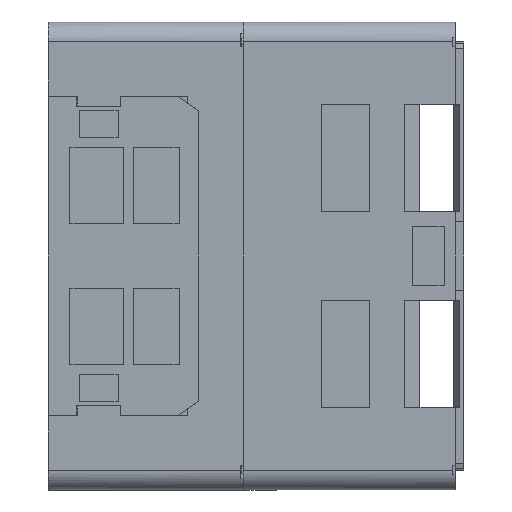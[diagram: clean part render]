
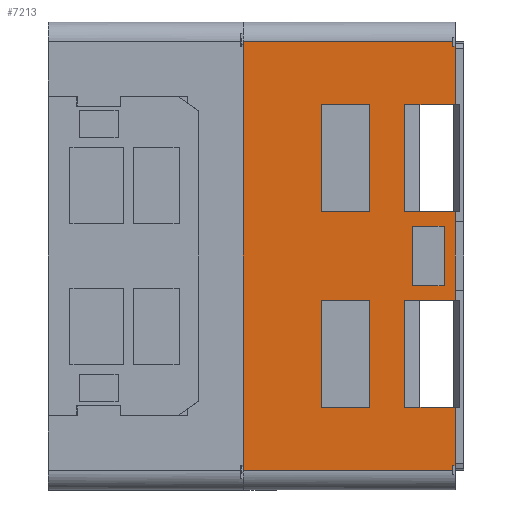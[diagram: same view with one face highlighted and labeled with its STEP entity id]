
A CAD part, left-side view. The second image highlights one B-rep face of the part: STEP entity #7213.
In plain terms, the highlighted planar face has unit normal (-1, 0, 0).
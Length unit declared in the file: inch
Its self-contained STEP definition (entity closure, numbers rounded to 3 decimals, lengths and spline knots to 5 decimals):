
#846=DIRECTION('',(0.,0.,-1.));
#847=VECTOR('',#846,44.);
#848=CARTESIAN_POINT('',(-28.25,6.72,22.));
#849=LINE('',#848,#847);
#1074=DIRECTION('',(0.,0.,-1.));
#1075=VECTOR('',#1074,9.06);
#1076=CARTESIAN_POINT('',(-28.25,-15.057,4.53));
#1077=LINE('',#1076,#1075);
#1078=DIRECTION('',(0.,0.,-1.));
#1079=VECTOR('',#1078,10.98);
#1080=CARTESIAN_POINT('',(-28.25,-9.871,-4.53));
#1081=LINE('',#1080,#1079);
#1082=DIRECTION('',(0.,0.,1.));
#1083=VECTOR('',#1082,5.983);
#1084=CARTESIAN_POINT('',(-28.25,-15.057,-21.493));
#1085=LINE('',#1084,#1083);
#1086=DIRECTION('',(0.,1.,0.));
#1087=VECTOR('',#1086,0.3);
#1088=CARTESIAN_POINT('',(-28.25,-15.057,-21.493));
#1089=LINE('',#1088,#1087);
#1090=DIRECTION('',(0.,0.,1.));
#1091=VECTOR('',#1090,0.507);
#1092=CARTESIAN_POINT('',(-28.25,-14.757,-22.));
#1093=LINE('',#1092,#1091);
#1094=DIRECTION('',(0.,-1.,0.));
#1095=VECTOR('',#1094,21.477);
#1096=CARTESIAN_POINT('',(-28.25,6.72,-22.));
#1097=LINE('',#1096,#1095);
#1098=DIRECTION('',(0.,-1.,0.));
#1099=VECTOR('',#1098,21.477);
#1100=CARTESIAN_POINT('',(-28.25,6.72,22.));
#1101=LINE('',#1100,#1099);
#1102=DIRECTION('',(0.,0.,-1.));
#1103=VECTOR('',#1102,0.507);
#1104=CARTESIAN_POINT('',(-28.25,-14.757,22.));
#1105=LINE('',#1104,#1103);
#1106=DIRECTION('',(0.,1.,0.));
#1107=VECTOR('',#1106,0.3);
#1108=CARTESIAN_POINT('',(-28.25,-15.057,21.493));
#1109=LINE('',#1108,#1107);
#1110=DIRECTION('',(0.,0.,-1.));
#1111=VECTOR('',#1110,5.983);
#1112=CARTESIAN_POINT('',(-28.25,-15.057,21.493));
#1113=LINE('',#1112,#1111);
#1114=DIRECTION('',(0.,0.,1.));
#1115=VECTOR('',#1114,10.98);
#1116=CARTESIAN_POINT('',(-28.25,-9.871,4.53));
#1117=LINE('',#1116,#1115);
#1118=DIRECTION('',(0.,-1.,0.));
#1119=VECTOR('',#1118,4.944);
#1120=CARTESIAN_POINT('',(-28.25,-1.288,-15.51));
#1121=LINE('',#1120,#1119);
#1122=DIRECTION('',(0.,0.,1.));
#1123=VECTOR('',#1122,10.98);
#1124=CARTESIAN_POINT('',(-28.25,-6.232,-15.51));
#1125=LINE('',#1124,#1123);
#1126=DIRECTION('',(0.,1.,0.));
#1127=VECTOR('',#1126,4.944);
#1128=CARTESIAN_POINT('',(-28.25,-6.232,-4.53));
#1129=LINE('',#1128,#1127);
#1130=DIRECTION('',(0.,0.,-1.));
#1131=VECTOR('',#1130,10.98);
#1132=CARTESIAN_POINT('',(-28.25,-1.288,-4.53));
#1133=LINE('',#1132,#1131);
#1134=DIRECTION('',(0.,-1.,0.));
#1135=VECTOR('',#1134,4.944);
#1136=CARTESIAN_POINT('',(-28.25,-1.288,15.51));
#1137=LINE('',#1136,#1135);
#1138=DIRECTION('',(0.,0.,1.));
#1139=VECTOR('',#1138,10.98);
#1140=CARTESIAN_POINT('',(-28.25,-1.288,4.53));
#1141=LINE('',#1140,#1139);
#1142=DIRECTION('',(0.,1.,0.));
#1143=VECTOR('',#1142,4.944);
#1144=CARTESIAN_POINT('',(-28.25,-6.232,4.53));
#1145=LINE('',#1144,#1143);
#1146=DIRECTION('',(0.,0.,-1.));
#1147=VECTOR('',#1146,10.98);
#1148=CARTESIAN_POINT('',(-28.25,-6.232,15.51));
#1149=LINE('',#1148,#1147);
#1150=DIRECTION('',(0.,-1.,0.));
#1151=VECTOR('',#1150,3.241);
#1152=CARTESIAN_POINT('',(-28.25,-10.658,-3.029));
#1153=LINE('',#1152,#1151);
#1154=DIRECTION('',(0.,-1.,0.));
#1155=VECTOR('',#1154,3.241);
#1156=CARTESIAN_POINT('',(-28.25,-10.658,3.029));
#1157=LINE('',#1156,#1155);
#1162=DIRECTION('',(0.,-1.,0.));
#1163=VECTOR('',#1162,5.186);
#1164=CARTESIAN_POINT('',(-28.25,-9.871,-4.53));
#1165=LINE('',#1164,#1163);
#1174=DIRECTION('',(0.,1.,0.));
#1175=VECTOR('',#1174,5.186);
#1176=CARTESIAN_POINT('',(-28.25,-15.057,-15.51));
#1177=LINE('',#1176,#1175);
#3655=DIRECTION('',(0.,-1.,0.));
#3656=VECTOR('',#3655,5.186);
#3657=CARTESIAN_POINT('',(-28.25,-9.871,4.53));
#3658=LINE('',#3657,#3656);
#3671=DIRECTION('',(0.,1.,0.));
#3672=VECTOR('',#3671,5.186);
#3673=CARTESIAN_POINT('',(-28.25,-15.057,15.51));
#3674=LINE('',#3673,#3672);
#4606=DIRECTION('',(0.,0.,1.));
#4607=VECTOR('',#4606,6.058);
#4608=CARTESIAN_POINT('',(-28.25,-10.658,-3.029));
#4609=LINE('',#4608,#4607);
#4618=DIRECTION('',(0.,0.,-1.));
#4619=VECTOR('',#4618,6.058);
#4620=CARTESIAN_POINT('',(-28.25,-13.899,3.029));
#4621=LINE('',#4620,#4619);
#5067=CARTESIAN_POINT('',(-28.25,-15.057,15.51));
#5068=VERTEX_POINT('',#5067);
#5069=CARTESIAN_POINT('',(-28.25,-15.057,4.53));
#5070=VERTEX_POINT('',#5069);
#5071=CARTESIAN_POINT('',(-28.25,-9.871,4.53));
#5072=VERTEX_POINT('',#5071);
#5073=CARTESIAN_POINT('',(-28.25,-9.871,15.51));
#5074=VERTEX_POINT('',#5073);
#5079=CARTESIAN_POINT('',(-28.25,-1.288,15.51));
#5080=CARTESIAN_POINT('',(-28.25,-6.232,15.51));
#5081=VERTEX_POINT('',#5079);
#5082=VERTEX_POINT('',#5080);
#5083=CARTESIAN_POINT('',(-28.25,-6.232,4.53));
#5084=VERTEX_POINT('',#5083);
#5085=CARTESIAN_POINT('',(-28.25,-1.288,4.53));
#5086=VERTEX_POINT('',#5085);
#5087=CARTESIAN_POINT('',(-28.25,-10.658,3.029));
#5088=CARTESIAN_POINT('',(-28.25,-13.899,3.029));
#5089=VERTEX_POINT('',#5087);
#5090=VERTEX_POINT('',#5088);
#5211=CARTESIAN_POINT('',(-28.25,-15.057,21.493));
#5212=CARTESIAN_POINT('',(-28.25,-14.757,21.493));
#5213=VERTEX_POINT('',#5211);
#5214=VERTEX_POINT('',#5212);
#5285=CARTESIAN_POINT('',(-28.25,6.72,22.));
#5286=CARTESIAN_POINT('',(-28.25,-14.757,22.));
#5287=VERTEX_POINT('',#5285);
#5288=VERTEX_POINT('',#5286);
#5717=CARTESIAN_POINT('',(-28.25,-15.057,-15.51));
#5718=VERTEX_POINT('',#5717);
#5719=CARTESIAN_POINT('',(-28.25,-15.057,-4.53));
#5720=VERTEX_POINT('',#5719);
#5721=CARTESIAN_POINT('',(-28.25,-9.871,-4.53));
#5722=VERTEX_POINT('',#5721);
#5723=CARTESIAN_POINT('',(-28.25,-9.871,-15.51));
#5724=VERTEX_POINT('',#5723);
#5729=CARTESIAN_POINT('',(-28.25,-1.288,-15.51));
#5730=CARTESIAN_POINT('',(-28.25,-6.232,-15.51));
#5731=VERTEX_POINT('',#5729);
#5732=VERTEX_POINT('',#5730);
#5733=CARTESIAN_POINT('',(-28.25,-6.232,-4.53));
#5734=VERTEX_POINT('',#5733);
#5735=CARTESIAN_POINT('',(-28.25,-1.288,-4.53));
#5736=VERTEX_POINT('',#5735);
#5737=CARTESIAN_POINT('',(-28.25,-10.658,-3.029));
#5738=CARTESIAN_POINT('',(-28.25,-13.899,-3.029));
#5739=VERTEX_POINT('',#5737);
#5740=VERTEX_POINT('',#5738);
#5861=CARTESIAN_POINT('',(-28.25,-15.057,-21.493));
#5862=CARTESIAN_POINT('',(-28.25,-14.757,-21.493));
#5863=VERTEX_POINT('',#5861);
#5864=VERTEX_POINT('',#5862);
#5935=CARTESIAN_POINT('',(-28.25,6.72,-22.));
#5936=CARTESIAN_POINT('',(-28.25,-14.757,-22.));
#5937=VERTEX_POINT('',#5935);
#5938=VERTEX_POINT('',#5936);
#7148=CARTESIAN_POINT('',(-28.25,-15.932,24.));
#7149=DIRECTION('',(1.,0.,0.));
#7150=DIRECTION('',(0.,0.,-1.));
#7151=AXIS2_PLACEMENT_3D('',#7148,#7149,#7150);
#7152=PLANE('',#7151);
#7153=ORIENTED_EDGE('',*,*,#6363,.T.);
#7155=ORIENTED_EDGE('',*,*,#7154,.F.);
#7157=ORIENTED_EDGE('',*,*,#7156,.T.);
#7159=ORIENTED_EDGE('',*,*,#7158,.F.);
#7160=ORIENTED_EDGE('',*,*,#6220,.F.);
#7162=ORIENTED_EDGE('',*,*,#7161,.T.);
#7164=ORIENTED_EDGE('',*,*,#7163,.F.);
#7166=ORIENTED_EDGE('',*,*,#7165,.F.);
#7167=ORIENTED_EDGE('',*,*,#6814,.F.);
#7169=ORIENTED_EDGE('',*,*,#7168,.T.);
#7171=ORIENTED_EDGE('',*,*,#7170,.T.);
#7173=ORIENTED_EDGE('',*,*,#7172,.F.);
#7174=ORIENTED_EDGE('',*,*,#6260,.T.);
#7176=ORIENTED_EDGE('',*,*,#7175,.T.);
#7178=ORIENTED_EDGE('',*,*,#7177,.F.);
#7180=ORIENTED_EDGE('',*,*,#7179,.T.);
#7181=EDGE_LOOP('',(#7153,#7155,#7157,#7159,#7160,#7162,#7164,#7166,#7167,#7169,
#7171,#7173,#7174,#7176,#7178,#7180));
#7182=FACE_OUTER_BOUND('',#7181,.F.);
#7184=ORIENTED_EDGE('',*,*,#7183,.T.);
#7186=ORIENTED_EDGE('',*,*,#7185,.T.);
#7188=ORIENTED_EDGE('',*,*,#7187,.T.);
#7190=ORIENTED_EDGE('',*,*,#7189,.T.);
#7191=EDGE_LOOP('',(#7184,#7186,#7188,#7190));
#7192=FACE_BOUND('',#7191,.F.);
#7194=ORIENTED_EDGE('',*,*,#7193,.F.);
#7196=ORIENTED_EDGE('',*,*,#7195,.F.);
#7198=ORIENTED_EDGE('',*,*,#7197,.F.);
#7200=ORIENTED_EDGE('',*,*,#7199,.F.);
#7201=EDGE_LOOP('',(#7194,#7196,#7198,#7200));
#7202=FACE_BOUND('',#7201,.F.);
#7204=ORIENTED_EDGE('',*,*,#7203,.F.);
#7206=ORIENTED_EDGE('',*,*,#7205,.T.);
#7208=ORIENTED_EDGE('',*,*,#7207,.F.);
#7210=ORIENTED_EDGE('',*,*,#7209,.F.);
#7211=EDGE_LOOP('',(#7204,#7206,#7208,#7210));
#7212=FACE_BOUND('',#7211,.F.);
#7213=ADVANCED_FACE('',(#7182,#7192,#7202,#7212),#7152,.F.);
#6220=EDGE_CURVE('',#5863,#5718,#1085,.T.);
#6260=EDGE_CURVE('',#5213,#5068,#1113,.T.);
#6363=EDGE_CURVE('',#5070,#5720,#1077,.T.);
#6814=EDGE_CURVE('',#5287,#5937,#849,.T.);
#7154=EDGE_CURVE('',#5722,#5720,#1165,.T.);
#7156=EDGE_CURVE('',#5722,#5724,#1081,.T.);
#7158=EDGE_CURVE('',#5718,#5724,#1177,.T.);
#7161=EDGE_CURVE('',#5863,#5864,#1089,.T.);
#7163=EDGE_CURVE('',#5938,#5864,#1093,.T.);
#7165=EDGE_CURVE('',#5937,#5938,#1097,.T.);
#7168=EDGE_CURVE('',#5287,#5288,#1101,.T.);
#7170=EDGE_CURVE('',#5288,#5214,#1105,.T.);
#7172=EDGE_CURVE('',#5213,#5214,#1109,.T.);
#7175=EDGE_CURVE('',#5068,#5074,#3674,.T.);
#7177=EDGE_CURVE('',#5072,#5074,#1117,.T.);
#7179=EDGE_CURVE('',#5072,#5070,#3658,.T.);
#7183=EDGE_CURVE('',#5731,#5732,#1121,.T.);
#7185=EDGE_CURVE('',#5732,#5734,#1125,.T.);
#7187=EDGE_CURVE('',#5734,#5736,#1129,.T.);
#7189=EDGE_CURVE('',#5736,#5731,#1133,.T.);
#7193=EDGE_CURVE('',#5081,#5082,#1137,.T.);
#7195=EDGE_CURVE('',#5086,#5081,#1141,.T.);
#7197=EDGE_CURVE('',#5084,#5086,#1145,.T.);
#7199=EDGE_CURVE('',#5082,#5084,#1149,.T.);
#7203=EDGE_CURVE('',#5739,#5089,#4609,.T.);
#7205=EDGE_CURVE('',#5739,#5740,#1153,.T.);
#7207=EDGE_CURVE('',#5090,#5740,#4621,.T.);
#7209=EDGE_CURVE('',#5089,#5090,#1157,.T.);
